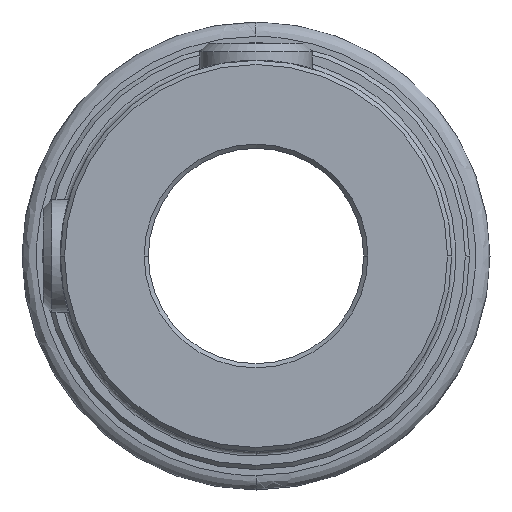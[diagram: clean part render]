
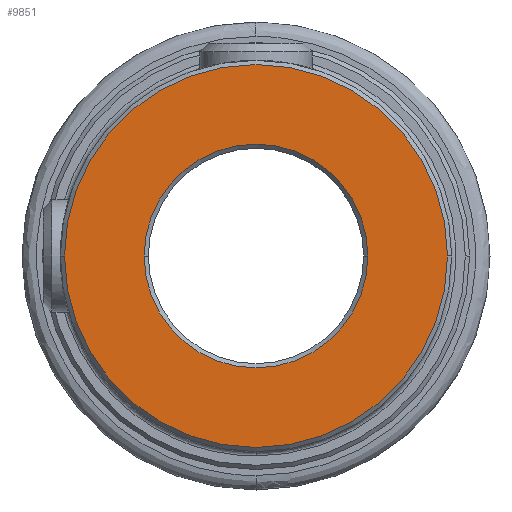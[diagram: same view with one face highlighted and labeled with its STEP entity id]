
A CAD part, left-side view. The second image highlights one B-rep face of the part: STEP entity #9851.
In plain terms, the highlighted planar face has unit normal (-1, 0, 0).
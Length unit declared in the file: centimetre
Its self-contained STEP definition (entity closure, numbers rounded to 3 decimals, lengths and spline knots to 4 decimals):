
#2540 = CARTESIAN_POINT ( 'NONE',  ( -1.2497, 0., 0. ) ) ;
#2541 = DIRECTION ( 'NONE',  ( 1., 0., 0. ) ) ;
#2542 = DIRECTION ( 'NONE',  ( 0., 1., 0. ) ) ;
#2579 = CARTESIAN_POINT ( 'NONE',  ( -1.2497, 0., 0. ) ) ;
#2580 = DIRECTION ( 'NONE',  ( 1., 0., 0. ) ) ;
#2581 = DIRECTION ( 'NONE',  ( 0., -1., 0. ) ) ;
#3650 = EDGE_CURVE ( 'NONE', #15978, #15944, #16703, .T. ) ;
#3659 = EDGE_CURVE ( 'NONE', #16080, #16086, #16711, .T. ) ;
#5728 = CARTESIAN_POINT ( 'NONE',  ( -1.2497, 0., 0. ) ) ;
#5730 = DIRECTION ( 'NONE',  ( 1., 0., 0. ) ) ;
#5732 = DIRECTION ( 'NONE',  ( 0., 1., 0. ) ) ;
#5782 = CARTESIAN_POINT ( 'NONE',  ( -1.2497, 0., 0. ) ) ;
#5784 = DIRECTION ( 'NONE',  ( 1., 0., 0. ) ) ;
#5786 = DIRECTION ( 'NONE',  ( 0., -1., 0. ) ) ;
#6546 = ORIENTED_EDGE ( 'NONE', *, *, #3650, .F. ) ;
#6605 = EDGE_LOOP ( 'NONE', ( #6729, #6546 ) ) ;
#6648 = EDGE_LOOP ( 'NONE', ( #6699, #6661 ) ) ;
#6661 = ORIENTED_EDGE ( 'NONE', *, *, #3659, .T. ) ;
#6699 = ORIENTED_EDGE ( 'NONE', *, *, #13867, .T. ) ;
#6729 = ORIENTED_EDGE ( 'NONE', *, *, #13860, .F. ) ;
#6802 = AXIS2_PLACEMENT_3D ( 'NONE', #7418, #7423, #7424 ) ;
#6892 = AXIS2_PLACEMENT_3D ( 'NONE', #5728, #5730, #5732 ) ;
#6898 = AXIS2_PLACEMENT_3D ( 'NONE', #5782, #5784, #5786 ) ;
#7418 = CARTESIAN_POINT ( 'NONE',  ( -1.2497, 0., 0. ) ) ;
#7421 = PLANE ( 'NONE',  #6802 ) ;
#7423 = DIRECTION ( 'NONE',  ( -1., 0., 0. ) ) ;
#7424 = DIRECTION ( 'NONE',  ( 0., -1., 0. ) ) ;
#8423 = CARTESIAN_POINT ( 'NONE',  ( -1.2497, 0.5715, 0. ) ) ;
#8457 = CARTESIAN_POINT ( 'NONE',  ( -1.2497, -0.5715, 0. ) ) ;
#8559 = CARTESIAN_POINT ( 'NONE',  ( -1.2497, 0.334, 0. ) ) ;
#8565 = CARTESIAN_POINT ( 'NONE',  ( -1.2497, -0.334, 0. ) ) ;
#9851 = ADVANCED_FACE ( 'NONE', ( #12420, #12434 ), #7421, .T. ) ;
#12420 = FACE_OUTER_BOUND ( 'NONE', #6605, .T. ) ;
#12434 = FACE_BOUND ( 'NONE', #6648, .T. ) ;
#12617 = CIRCLE ( 'NONE', #6892, 0.5715 ) ;
#12621 = CIRCLE ( 'NONE', #6898, 0.334 ) ;
#13860 = EDGE_CURVE ( 'NONE', #15944, #15978, #12617, .T. ) ;
#13867 = EDGE_CURVE ( 'NONE', #16086, #16080, #12621, .T. ) ;
#14248 = AXIS2_PLACEMENT_3D ( 'NONE', #2540, #2541, #2542 ) ;
#14255 = AXIS2_PLACEMENT_3D ( 'NONE', #2579, #2580, #2581 ) ;
#15944 = VERTEX_POINT ( 'NONE', #8423 ) ;
#15978 = VERTEX_POINT ( 'NONE', #8457 ) ;
#16080 = VERTEX_POINT ( 'NONE', #8559 ) ;
#16086 = VERTEX_POINT ( 'NONE', #8565 ) ;
#16703 = CIRCLE ( 'NONE', #14248, 0.5715 ) ;
#16711 = CIRCLE ( 'NONE', #14255, 0.334 ) ;
